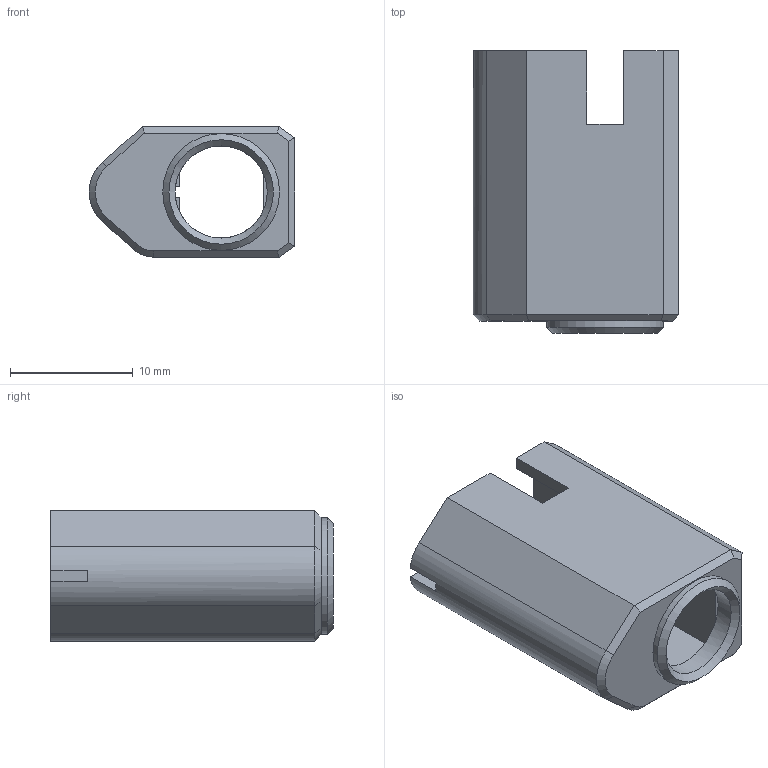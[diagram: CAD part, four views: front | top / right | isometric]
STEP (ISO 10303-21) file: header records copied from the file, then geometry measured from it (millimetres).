
FILE_DESCRIPTION(/* description */ (''),/* implementation_level */ '2;1');
FILE_NAME(/* name */ 'SOCK.step',/* time_stamp */ '2026-02-05T19:18:19+09:00',/* author */ (''),/* organization */ (''),/* preprocessor_version */ 'ST-DEVELOPER v20.1',/* originating_system */ 'Autodesk Translation Framework v14.21.0.0',/* authorisation */ '');
FILE_SCHEMA (('AUTOMOTIVE_DESIGN { 1 0 10303 214 3 1 1 }'));
Length unit declared in the file: millimetre
Products named in the file (1): SOCK
Bounding box: 16.74 x 23 x 10.6 mm (x, y, z)
Volume: 1649.1 mm3; surface area: 2134.5 mm2
Topology: 1 solids, 1 shells, 52 faces, 137 edges, 86 vertices
Faces by surface type: plane 43, cylinder 5, cone 4
Full cylindrical faces by diameter (mm): 7.5 x1, 9.5 x1
Entity records: 1611 total; most frequent: CARTESIAN_POINT 276, ORIENTED_EDGE 274, DIRECTION 264, EDGE_CURVE 137, LINE 116, VECTOR 116, VERTEX_POINT 86, AXIS2_PLACEMENT_3D 74
